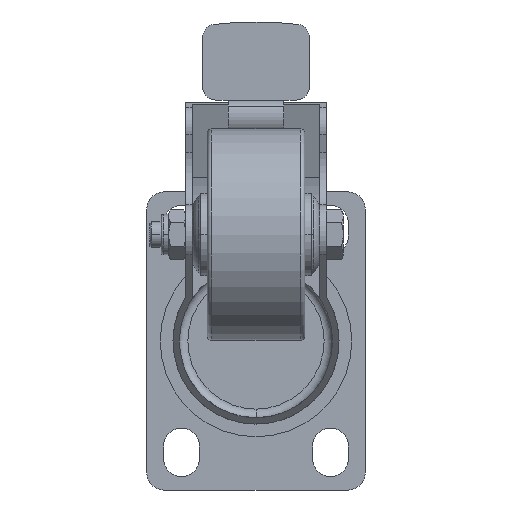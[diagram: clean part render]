
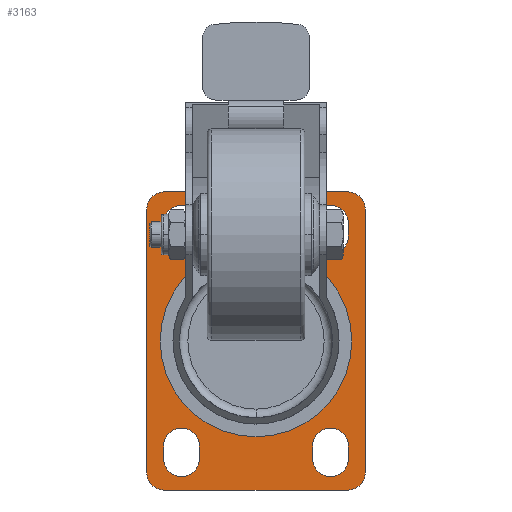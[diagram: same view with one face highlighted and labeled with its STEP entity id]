
A CAD part, front view. The second image highlights one B-rep face of the part: STEP entity #3163.
In plain terms, the highlighted planar face has unit normal (0, -1, 0).
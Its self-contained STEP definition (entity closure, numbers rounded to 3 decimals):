
#2595=CARTESIAN_POINT('',(0.,9.,0.));
#2596=DIRECTION('',(0.,1.,0.));
#2597=DIRECTION('',(0.,0.,1.));
#2598=AXIS2_PLACEMENT_3D('',#2595,#2596,#2597);
#2620=DIRECTION('',(-1.,0.,0.));
#2621=VECTOR('',#2620,3.);
#2622=CARTESIAN_POINT('',(27.65,9.,13.3));
#2623=LINE('',#2622,#2621);
#2624=DIRECTION('',(1.,0.,0.));
#2625=VECTOR('',#2624,3.);
#2626=CARTESIAN_POINT('',(24.65,9.,21.7));
#2627=LINE('',#2626,#2625);
#2628=DIRECTION('',(1.,0.,0.));
#2629=VECTOR('',#2628,3.);
#2630=CARTESIAN_POINT('',(-27.65,9.,21.7));
#2631=LINE('',#2630,#2629);
#2632=DIRECTION('',(-1.,0.,0.));
#2633=VECTOR('',#2632,3.);
#2634=CARTESIAN_POINT('',(-24.65,9.,13.3));
#2635=LINE('',#2634,#2633);
#2636=DIRECTION('',(1.,0.,0.));
#2637=VECTOR('',#2636,3.);
#2638=CARTESIAN_POINT('',(-27.65,9.,-13.3));
#2639=LINE('',#2638,#2637);
#2640=DIRECTION('',(-1.,0.,0.));
#2641=VECTOR('',#2640,3.);
#2642=CARTESIAN_POINT('',(-24.65,9.,-21.7));
#2643=LINE('',#2642,#2641);
#2644=DIRECTION('',(-1.,0.,0.));
#2645=VECTOR('',#2644,3.);
#2646=CARTESIAN_POINT('',(27.65,9.,-21.7));
#2647=LINE('',#2646,#2645);
#2648=DIRECTION('',(1.,0.,0.));
#2649=VECTOR('',#2648,3.);
#2650=CARTESIAN_POINT('',(24.65,9.,-13.3));
#2651=LINE('',#2650,#2649);
#2652=CARTESIAN_POINT('',(31.,9.,21.65));
#2653=DIRECTION('',(0.,-1.,0.));
#2654=DIRECTION('',(1.,0.,0.));
#2655=AXIS2_PLACEMENT_3D('',#2652,#2653,#2654);
#2657=DIRECTION('',(0.,0.,-1.));
#2658=VECTOR('',#2657,43.3);
#2659=CARTESIAN_POINT('',(35.,9.,21.65));
#2660=LINE('',#2659,#2658);
#2661=CARTESIAN_POINT('',(31.,9.,-21.65));
#2662=DIRECTION('',(0.,-1.,0.));
#2663=DIRECTION('',(0.,0.,-1.));
#2664=AXIS2_PLACEMENT_3D('',#2661,#2662,#2663);
#2666=DIRECTION('',(-1.,0.,0.));
#2667=VECTOR('',#2666,62.);
#2668=CARTESIAN_POINT('',(31.,9.,-25.65));
#2669=LINE('',#2668,#2667);
#2670=CARTESIAN_POINT('',(-31.,9.,-21.65));
#2671=DIRECTION('',(0.,-1.,0.));
#2672=DIRECTION('',(-1.,0.,0.));
#2673=AXIS2_PLACEMENT_3D('',#2670,#2671,#2672);
#2675=DIRECTION('',(0.,0.,1.));
#2676=VECTOR('',#2675,43.3);
#2677=CARTESIAN_POINT('',(-35.,9.,-21.65));
#2678=LINE('',#2677,#2676);
#2679=CARTESIAN_POINT('',(-31.,9.,21.65));
#2680=DIRECTION('',(0.,-1.,0.));
#2681=DIRECTION('',(0.,0.,1.));
#2682=AXIS2_PLACEMENT_3D('',#2679,#2680,#2681);
#2684=DIRECTION('',(1.,0.,0.));
#2685=VECTOR('',#2684,62.);
#2686=CARTESIAN_POINT('',(-31.,9.,25.65));
#2687=LINE('',#2686,#2685);
#2688=CARTESIAN_POINT('',(0.,9.,0.));
#2689=DIRECTION('',(0.,1.,0.));
#2690=DIRECTION('',(0.,0.,-1.));
#2691=AXIS2_PLACEMENT_3D('',#2688,#2689,#2690);
#2729=CARTESIAN_POINT('',(27.65,9.,17.5));
#2730=DIRECTION('',(0.,1.,0.));
#2731=DIRECTION('',(0.,0.,1.));
#2732=AXIS2_PLACEMENT_3D('',#2729,#2730,#2731);
#2815=CARTESIAN_POINT('',(24.65,9.,17.5));
#2816=DIRECTION('',(0.,1.,0.));
#2817=DIRECTION('',(0.,0.,-1.));
#2818=AXIS2_PLACEMENT_3D('',#2815,#2816,#2817);
#2833=CARTESIAN_POINT('',(-24.65,9.,17.5));
#2834=DIRECTION('',(0.,1.,0.));
#2835=DIRECTION('',(0.,0.,1.));
#2836=AXIS2_PLACEMENT_3D('',#2833,#2834,#2835);
#2856=CARTESIAN_POINT('',(-27.65,9.,17.5));
#2857=DIRECTION('',(0.,1.,0.));
#2858=DIRECTION('',(0.,0.,-1.));
#2859=AXIS2_PLACEMENT_3D('',#2856,#2857,#2858);
#2869=CARTESIAN_POINT('',(-27.65,9.,-17.5));
#2870=DIRECTION('',(0.,1.,0.));
#2871=DIRECTION('',(0.,0.,-1.));
#2872=AXIS2_PLACEMENT_3D('',#2869,#2870,#2871);
#2887=CARTESIAN_POINT('',(-24.65,9.,-17.5));
#2888=DIRECTION('',(0.,1.,0.));
#2889=DIRECTION('',(0.,0.,1.));
#2890=AXIS2_PLACEMENT_3D('',#2887,#2888,#2889);
#2905=CARTESIAN_POINT('',(27.65,9.,-17.5));
#2906=DIRECTION('',(0.,1.,0.));
#2907=DIRECTION('',(0.,0.,1.));
#2908=AXIS2_PLACEMENT_3D('',#2905,#2906,#2907);
#2928=CARTESIAN_POINT('',(24.65,9.,-17.5));
#2929=DIRECTION('',(0.,1.,0.));
#2930=DIRECTION('',(0.,0.,-1.));
#2931=AXIS2_PLACEMENT_3D('',#2928,#2929,#2930);
#2977=CARTESIAN_POINT('',(0.,9.,19.679));
#2978=CARTESIAN_POINT('',(0.,9.,-19.679));
#2979=VERTEX_POINT('',#2977);
#2980=VERTEX_POINT('',#2978);
#2981=CARTESIAN_POINT('',(-24.65,9.,21.7));
#2983=VERTEX_POINT('',#2981);
#2985=CARTESIAN_POINT('',(-24.65,9.,13.3));
#2987=VERTEX_POINT('',#2985);
#2990=CARTESIAN_POINT('',(-27.65,9.,21.7));
#2992=VERTEX_POINT('',#2990);
#2994=CARTESIAN_POINT('',(-27.65,9.,13.3));
#2996=VERTEX_POINT('',#2994);
#2997=CARTESIAN_POINT('',(-27.65,9.,-21.7));
#2999=VERTEX_POINT('',#2997);
#3001=CARTESIAN_POINT('',(-27.65,9.,-13.3));
#3003=VERTEX_POINT('',#3001);
#3005=CARTESIAN_POINT('',(-24.65,9.,-13.3));
#3007=VERTEX_POINT('',#3005);
#3009=CARTESIAN_POINT('',(-24.65,9.,-21.7));
#3011=VERTEX_POINT('',#3009);
#3013=CARTESIAN_POINT('',(27.65,9.,-13.3));
#3015=VERTEX_POINT('',#3013);
#3017=CARTESIAN_POINT('',(27.65,9.,-21.7));
#3019=VERTEX_POINT('',#3017);
#3022=CARTESIAN_POINT('',(24.65,9.,-13.3));
#3024=VERTEX_POINT('',#3022);
#3026=CARTESIAN_POINT('',(24.65,9.,-21.7));
#3028=VERTEX_POINT('',#3026);
#3029=CARTESIAN_POINT('',(27.65,9.,21.7));
#3031=VERTEX_POINT('',#3029);
#3033=CARTESIAN_POINT('',(27.65,9.,13.3));
#3035=VERTEX_POINT('',#3033);
#3037=CARTESIAN_POINT('',(24.65,9.,13.3));
#3039=VERTEX_POINT('',#3037);
#3041=CARTESIAN_POINT('',(24.65,9.,21.7));
#3043=VERTEX_POINT('',#3041);
#3045=CARTESIAN_POINT('',(35.,9.,21.65));
#3046=CARTESIAN_POINT('',(31.,9.,25.65));
#3047=VERTEX_POINT('',#3045);
#3048=VERTEX_POINT('',#3046);
#3053=CARTESIAN_POINT('',(-31.,9.,25.65));
#3054=CARTESIAN_POINT('',(-35.,9.,21.65));
#3055=VERTEX_POINT('',#3053);
#3056=VERTEX_POINT('',#3054);
#3061=CARTESIAN_POINT('',(-35.,9.,-21.65));
#3062=CARTESIAN_POINT('',(-31.,9.,-25.65));
#3063=VERTEX_POINT('',#3061);
#3064=VERTEX_POINT('',#3062);
#3069=CARTESIAN_POINT('',(31.,9.,-25.65));
#3070=CARTESIAN_POINT('',(35.,9.,-21.65));
#3071=VERTEX_POINT('',#3069);
#3072=VERTEX_POINT('',#3070);
#3095=CARTESIAN_POINT('',(0.,9.,0.));
#3096=DIRECTION('',(0.,1.,0.));
#3097=DIRECTION('',(-1.,0.,0.));
#3098=AXIS2_PLACEMENT_3D('',#3095,#3096,#3097);
#3099=PLANE('',#3098);
#3101=ORIENTED_EDGE('',*,*,#3100,.F.);
#3103=ORIENTED_EDGE('',*,*,#3102,.T.);
#3105=ORIENTED_EDGE('',*,*,#3104,.F.);
#3107=ORIENTED_EDGE('',*,*,#3106,.T.);
#3109=ORIENTED_EDGE('',*,*,#3108,.F.);
#3111=ORIENTED_EDGE('',*,*,#3110,.T.);
#3113=ORIENTED_EDGE('',*,*,#3112,.F.);
#3115=ORIENTED_EDGE('',*,*,#3114,.T.);
#3116=EDGE_LOOP('',(#3101,#3103,#3105,#3107,#3109,#3111,#3113,#3115));
#3117=FACE_OUTER_BOUND('',#3116,.F.);
#3119=ORIENTED_EDGE('',*,*,#3118,.F.);
#3121=ORIENTED_EDGE('',*,*,#3120,.F.);
#3123=ORIENTED_EDGE('',*,*,#3122,.F.);
#3125=ORIENTED_EDGE('',*,*,#3124,.F.);
#3126=EDGE_LOOP('',(#3119,#3121,#3123,#3125));
#3127=FACE_BOUND('',#3126,.F.);
#3129=ORIENTED_EDGE('',*,*,#3128,.F.);
#3131=ORIENTED_EDGE('',*,*,#3130,.F.);
#3133=ORIENTED_EDGE('',*,*,#3132,.F.);
#3135=ORIENTED_EDGE('',*,*,#3134,.F.);
#3136=EDGE_LOOP('',(#3129,#3131,#3133,#3135));
#3137=FACE_BOUND('',#3136,.F.);
#3139=ORIENTED_EDGE('',*,*,#3138,.F.);
#3141=ORIENTED_EDGE('',*,*,#3140,.F.);
#3143=ORIENTED_EDGE('',*,*,#3142,.F.);
#3145=ORIENTED_EDGE('',*,*,#3144,.F.);
#3146=EDGE_LOOP('',(#3139,#3141,#3143,#3145));
#3147=FACE_BOUND('',#3146,.F.);
#3149=ORIENTED_EDGE('',*,*,#3148,.F.);
#3151=ORIENTED_EDGE('',*,*,#3150,.F.);
#3153=ORIENTED_EDGE('',*,*,#3152,.F.);
#3155=ORIENTED_EDGE('',*,*,#3154,.F.);
#3156=EDGE_LOOP('',(#3149,#3151,#3153,#3155));
#3157=FACE_BOUND('',#3156,.F.);
#3158=ORIENTED_EDGE('',*,*,#3082,.F.);
#3160=ORIENTED_EDGE('',*,*,#3159,.F.);
#3161=EDGE_LOOP('',(#3158,#3160));
#3162=FACE_BOUND('',#3161,.F.);
#3163=ADVANCED_FACE('',(#3117,#3127,#3137,#3147,#3157,#3162),#3099,.F.);
#2599=CIRCLE('',#2598,19.679);
#2656=CIRCLE('',#2655,4.);
#2665=CIRCLE('',#2664,4.);
#2674=CIRCLE('',#2673,4.);
#2683=CIRCLE('',#2682,4.);
#2692=CIRCLE('',#2691,19.679);
#2733=CIRCLE('',#2732,4.2);
#2819=CIRCLE('',#2818,4.2);
#2837=CIRCLE('',#2836,4.2);
#2860=CIRCLE('',#2859,4.2);
#2873=CIRCLE('',#2872,4.2);
#2891=CIRCLE('',#2890,4.2);
#2909=CIRCLE('',#2908,4.2);
#2932=CIRCLE('',#2931,4.2);
#3082=EDGE_CURVE('',#2979,#2980,#2599,.T.);
#3100=EDGE_CURVE('',#3047,#3048,#2656,.T.);
#3102=EDGE_CURVE('',#3047,#3072,#2660,.T.);
#3104=EDGE_CURVE('',#3071,#3072,#2665,.T.);
#3106=EDGE_CURVE('',#3071,#3064,#2669,.T.);
#3108=EDGE_CURVE('',#3063,#3064,#2674,.T.);
#3110=EDGE_CURVE('',#3063,#3056,#2678,.T.);
#3112=EDGE_CURVE('',#3055,#3056,#2683,.T.);
#3114=EDGE_CURVE('',#3055,#3048,#2687,.T.);
#3118=EDGE_CURVE('',#3035,#3039,#2623,.T.);
#3120=EDGE_CURVE('',#3031,#3035,#2733,.T.);
#3122=EDGE_CURVE('',#3043,#3031,#2627,.T.);
#3124=EDGE_CURVE('',#3039,#3043,#2819,.T.);
#3128=EDGE_CURVE('',#2992,#2983,#2631,.T.);
#3130=EDGE_CURVE('',#2996,#2992,#2860,.T.);
#3132=EDGE_CURVE('',#2987,#2996,#2635,.T.);
#3134=EDGE_CURVE('',#2983,#2987,#2837,.T.);
#3138=EDGE_CURVE('',#3003,#3007,#2639,.T.);
#3140=EDGE_CURVE('',#2999,#3003,#2873,.T.);
#3142=EDGE_CURVE('',#3011,#2999,#2643,.T.);
#3144=EDGE_CURVE('',#3007,#3011,#2891,.T.);
#3148=EDGE_CURVE('',#3019,#3028,#2647,.T.);
#3150=EDGE_CURVE('',#3015,#3019,#2909,.T.);
#3152=EDGE_CURVE('',#3024,#3015,#2651,.T.);
#3154=EDGE_CURVE('',#3028,#3024,#2932,.T.);
#3159=EDGE_CURVE('',#2980,#2979,#2692,.T.);
